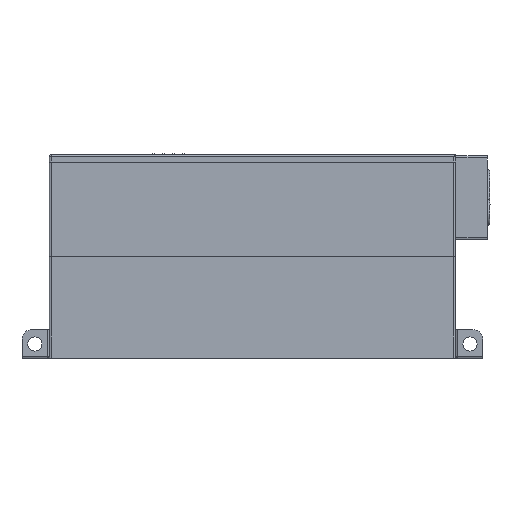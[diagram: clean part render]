
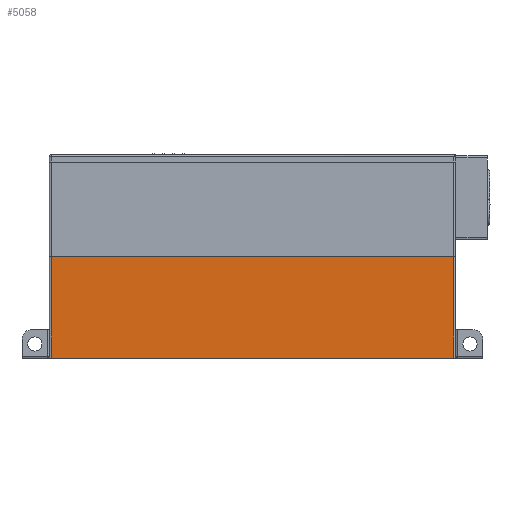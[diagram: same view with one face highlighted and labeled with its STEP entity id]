
A CAD part, left-side view. The second image highlights one B-rep face of the part: STEP entity #5058.
In plain terms, the highlighted planar face has unit normal (-1, 0, 0).
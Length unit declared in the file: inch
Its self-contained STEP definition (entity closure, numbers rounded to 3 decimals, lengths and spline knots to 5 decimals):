
#4212 = VERTEX_POINT ( 'NONE', #4989 ) ;
#4251 = CARTESIAN_POINT ( 'NONE',  ( -7.285, 11.595, -5. ) ) ;
#4989 = CARTESIAN_POINT ( 'NONE',  ( -7.285, 10.135, 0.11 ) ) ;
#5058 = ADVANCED_FACE ( 'NONE', ( #40180 ), #51250, .F. ) ;
#6595 = VERTEX_POINT ( 'NONE', #26134 ) ;
#13680 = DIRECTION ( 'NONE',  ( 0., 0., 1. ) ) ;
#16831 = DIRECTION ( 'NONE',  ( 0., 0., -1. ) ) ;
#17832 = CARTESIAN_POINT ( 'NONE',  ( -7.285, -10.135, 5.24 ) ) ;
#18409 = DIRECTION ( 'NONE',  ( 1., 0., 0. ) ) ;
#22085 = AXIS2_PLACEMENT_3D ( 'NONE', #43132, #18409, #47273 ) ;
#24617 = VECTOR ( 'NONE', #37488, 39.37008 ) ;
#26134 = CARTESIAN_POINT ( 'NONE',  ( -7.285, -10.135, -5. ) ) ;
#26598 = ORIENTED_EDGE ( 'NONE', *, *, #36367, .T. ) ;
#26731 = VERTEX_POINT ( 'NONE', #31358 ) ;
#27040 = CARTESIAN_POINT ( 'NONE',  ( -7.285, -10.135, 0.11 ) ) ;
#30027 = LINE ( 'NONE', #31522, #50722 ) ;
#31358 = CARTESIAN_POINT ( 'NONE',  ( -7.285, 10.135, -5. ) ) ;
#31469 = EDGE_CURVE ( 'NONE', #4212, #26731, #45559, .T. ) ;
#31522 = CARTESIAN_POINT ( 'NONE',  ( -7.285, 11.595, 0.11 ) ) ;
#33227 = CARTESIAN_POINT ( 'NONE',  ( -7.285, 10.135, -5. ) ) ;
#35258 = ORIENTED_EDGE ( 'NONE', *, *, #41563, .T. ) ;
#35671 = DIRECTION ( 'NONE',  ( 0., 1., 0. ) ) ;
#36367 = EDGE_CURVE ( 'NONE', #26731, #6595, #45278, .T. ) ;
#37488 = DIRECTION ( 'NONE',  ( 0., -1., 0. ) ) ;
#40180 = FACE_OUTER_BOUND ( 'NONE', #43868, .T. ) ;
#41468 = EDGE_CURVE ( 'NONE', #6595, #44750, #48812, .T. ) ;
#41563 = EDGE_CURVE ( 'NONE', #44750, #4212, #30027, .T. ) ;
#43132 = CARTESIAN_POINT ( 'NONE',  ( -7.285, 11.595, -5. ) ) ;
#43868 = EDGE_LOOP ( 'NONE', ( #48753, #35258, #45605, #26598 ) ) ;
#44284 = VECTOR ( 'NONE', #16831, 39.37008 ) ;
#44750 = VERTEX_POINT ( 'NONE', #27040 ) ;
#45278 = LINE ( 'NONE', #4251, #24617 ) ;
#45559 = LINE ( 'NONE', #33227, #44284 ) ;
#45605 = ORIENTED_EDGE ( 'NONE', *, *, #31469, .T. ) ;
#47273 = DIRECTION ( 'NONE',  ( 0., 0., -1. ) ) ;
#47496 = VECTOR ( 'NONE', #13680, 39.37008 ) ;
#48753 = ORIENTED_EDGE ( 'NONE', *, *, #41468, .T. ) ;
#48812 = LINE ( 'NONE', #17832, #47496 ) ;
#50722 = VECTOR ( 'NONE', #35671, 39.37008 ) ;
#51250 = PLANE ( 'NONE',  #22085 ) ;
